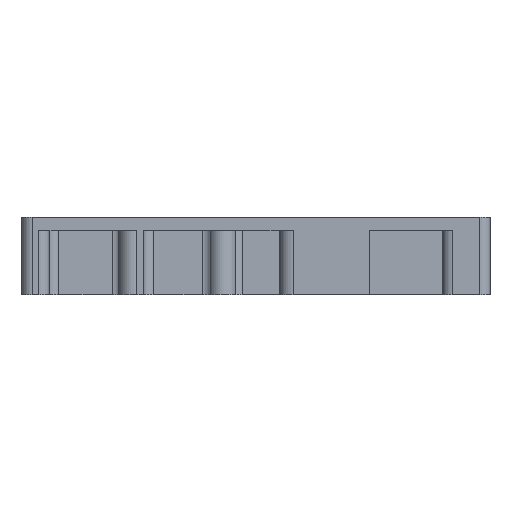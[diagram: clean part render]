
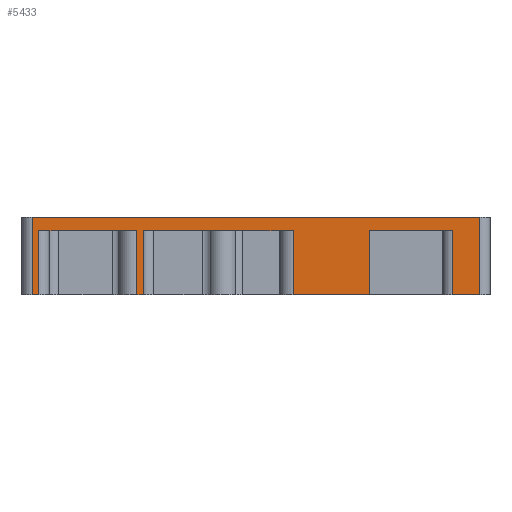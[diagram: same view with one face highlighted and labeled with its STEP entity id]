
A CAD part, left-side view. The second image highlights one B-rep face of the part: STEP entity #5433.
In plain terms, the highlighted planar face has unit normal (-1, 0, 0).
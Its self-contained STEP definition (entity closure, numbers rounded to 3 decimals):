
#2 = LINE ( 'NONE', #4366, #5545 ) ;
#14 = CARTESIAN_POINT ( 'NONE',  ( 0., 0., 11.5 ) ) ;
#33 = VERTEX_POINT ( 'NONE', #1792 ) ;
#65 = VERTEX_POINT ( 'NONE', #1246 ) ;
#147 = DIRECTION ( 'NONE',  ( 0., 0., -1. ) ) ;
#176 = CARTESIAN_POINT ( 'NONE',  ( 0., 67.506, 0. ) ) ;
#183 = DIRECTION ( 'NONE',  ( 0., 0., -1. ) ) ;
#222 = LINE ( 'NONE', #2056, #6081 ) ;
#356 = EDGE_CURVE ( 'NONE', #65, #5355, #1402, .T. ) ;
#396 = AXIS2_PLACEMENT_3D ( 'NONE', #14, #2290, #6275 ) ;
#483 = CARTESIAN_POINT ( 'NONE',  ( 0., 5.506, 11.5 ) ) ;
#718 = CARTESIAN_POINT ( 'NONE',  ( 0., 52.081, 11.5 ) ) ;
#914 = CARTESIAN_POINT ( 'NONE',  ( 0., 17.781, 0. ) ) ;
#1003 = EDGE_CURVE ( 'NONE', #1440, #4298, #4971, .T. ) ;
#1010 = VERTEX_POINT ( 'NONE', #176 ) ;
#1058 = EDGE_CURVE ( 'NONE', #4120, #2259, #6124, .T. ) ;
#1061 = VECTOR ( 'NONE', #183, 1000. ) ;
#1246 = CARTESIAN_POINT ( 'NONE',  ( 0., 1.506, 0. ) ) ;
#1255 = CARTESIAN_POINT ( 'NONE',  ( 0., 0., 0. ) ) ;
#1256 = DIRECTION ( 'NONE',  ( 0., 0., 1. ) ) ;
#1274 = VECTOR ( 'NONE', #4572, 1000. ) ;
#1294 = VECTOR ( 'NONE', #6995, 1000. ) ;
#1351 = EDGE_CURVE ( 'NONE', #6074, #1440, #4513, .T. ) ;
#1402 = LINE ( 'NONE', #4679, #4268 ) ;
#1440 = VERTEX_POINT ( 'NONE', #1581 ) ;
#1466 = ORIENTED_EDGE ( 'NONE', *, *, #6199, .F. ) ;
#1531 = ORIENTED_EDGE ( 'NONE', *, *, #4378, .T. ) ;
#1534 = CARTESIAN_POINT ( 'NONE',  ( 0., 5.506, 0. ) ) ;
#1581 = CARTESIAN_POINT ( 'NONE',  ( 0., 29.04, 9.5 ) ) ;
#1603 = ORIENTED_EDGE ( 'NONE', *, *, #2532, .F. ) ;
#1729 = CARTESIAN_POINT ( 'NONE',  ( 0., 51.081, 9.5 ) ) ;
#1792 = CARTESIAN_POINT ( 'NONE',  ( 0., 66.516, 9.5 ) ) ;
#1880 = ORIENTED_EDGE ( 'NONE', *, *, #1003, .T. ) ;
#1912 = EDGE_CURVE ( 'NONE', #4655, #6519, #7297, .T. ) ;
#1939 = VECTOR ( 'NONE', #147, 1000. ) ;
#1954 = EDGE_CURVE ( 'NONE', #6074, #6519, #2584, .T. ) ;
#2056 = CARTESIAN_POINT ( 'NONE',  ( 0., 17.781, 20.994 ) ) ;
#2140 = DIRECTION ( 'NONE',  ( 0., -1., 0. ) ) ;
#2156 = VERTEX_POINT ( 'NONE', #3778 ) ;
#2214 = LINE ( 'NONE', #5954, #5065 ) ;
#2259 = VERTEX_POINT ( 'NONE', #3268 ) ;
#2290 = DIRECTION ( 'NONE',  ( 1., 0., 0. ) ) ;
#2311 = ORIENTED_EDGE ( 'NONE', *, *, #4010, .F. ) ;
#2349 = CARTESIAN_POINT ( 'NONE',  ( 0., 29.04, 0. ) ) ;
#2406 = DIRECTION ( 'NONE',  ( 0., -1., 0. ) ) ;
#2432 = CARTESIAN_POINT ( 'NONE',  ( 0., 51.081, 11.5 ) ) ;
#2532 = EDGE_CURVE ( 'NONE', #65, #3141, #3360, .T. ) ;
#2536 = CARTESIAN_POINT ( 'NONE',  ( 0., 29.04, 20.994 ) ) ;
#2584 = LINE ( 'NONE', #2432, #1061 ) ;
#2757 = VECTOR ( 'NONE', #2406, 1000. ) ;
#2880 = CARTESIAN_POINT ( 'NONE',  ( 0., 0., 0. ) ) ;
#2965 = EDGE_CURVE ( 'NONE', #2259, #3141, #3979, .T. ) ;
#2978 = CARTESIAN_POINT ( 'NONE',  ( 0., 17.781, 0. ) ) ;
#3068 = ORIENTED_EDGE ( 'NONE', *, *, #5889, .F. ) ;
#3098 = VECTOR ( 'NONE', #3781, 1000. ) ;
#3113 = ORIENTED_EDGE ( 'NONE', *, *, #1351, .T. ) ;
#3122 = CARTESIAN_POINT ( 'NONE',  ( 0., 66.516, 0. ) ) ;
#3125 = EDGE_CURVE ( 'NONE', #33, #5906, #2, .T. ) ;
#3141 = VERTEX_POINT ( 'NONE', #1534 ) ;
#3194 = DIRECTION ( 'NONE',  ( 0., 0., 1. ) ) ;
#3200 = CARTESIAN_POINT ( 'NONE',  ( 0., 0., 9.5 ) ) ;
#3230 = CARTESIAN_POINT ( 'NONE',  ( 0., 52.081, 0. ) ) ;
#3268 = CARTESIAN_POINT ( 'NONE',  ( 0., 5.506, 9.5 ) ) ;
#3329 = CARTESIAN_POINT ( 'NONE',  ( 0., 0., 0. ) ) ;
#3333 = EDGE_CURVE ( 'NONE', #1010, #6378, #5812, .T. ) ;
#3360 = LINE ( 'NONE', #3329, #4710 ) ;
#3663 = VERTEX_POINT ( 'NONE', #914 ) ;
#3684 = CARTESIAN_POINT ( 'NONE',  ( 0., 51.081, 0. ) ) ;
#3754 = CARTESIAN_POINT ( 'NONE',  ( 0., 0., 9.5 ) ) ;
#3778 = CARTESIAN_POINT ( 'NONE',  ( 0., 67.506, 11.5 ) ) ;
#3781 = DIRECTION ( 'NONE',  ( 0., -1., 0. ) ) ;
#3857 = CARTESIAN_POINT ( 'NONE',  ( 0., 52.081, 9.5 ) ) ;
#3979 = LINE ( 'NONE', #483, #6664 ) ;
#3985 = PLANE ( 'NONE',  #396 ) ;
#4010 = EDGE_CURVE ( 'NONE', #4120, #3663, #222, .T. ) ;
#4112 = DIRECTION ( 'NONE',  ( 0., 0., -1. ) ) ;
#4120 = VERTEX_POINT ( 'NONE', #6715 ) ;
#4133 = ORIENTED_EDGE ( 'NONE', *, *, #1954, .F. ) ;
#4268 = VECTOR ( 'NONE', #1256, 1000. ) ;
#4298 = VERTEX_POINT ( 'NONE', #2349 ) ;
#4340 = LINE ( 'NONE', #2978, #1294 ) ;
#4366 = CARTESIAN_POINT ( 'NONE',  ( 0., 0., 9.5 ) ) ;
#4378 = EDGE_CURVE ( 'NONE', #5906, #4655, #6434, .T. ) ;
#4456 = DIRECTION ( 'NONE',  ( 0., 0., -1. ) ) ;
#4513 = LINE ( 'NONE', #3754, #5840 ) ;
#4572 = DIRECTION ( 'NONE',  ( 0., -1., 0. ) ) ;
#4616 = FACE_OUTER_BOUND ( 'NONE', #5480, .T. ) ;
#4655 = VERTEX_POINT ( 'NONE', #3230 ) ;
#4679 = CARTESIAN_POINT ( 'NONE',  ( 0., 1.506, 11.5 ) ) ;
#4710 = VECTOR ( 'NONE', #7320, 1000. ) ;
#4971 = LINE ( 'NONE', #2536, #1939 ) ;
#5034 = CARTESIAN_POINT ( 'NONE',  ( 0., 1.506, 11.5 ) ) ;
#5065 = VECTOR ( 'NONE', #6533, 1000. ) ;
#5090 = VECTOR ( 'NONE', #4112, 1000. ) ;
#5094 = ORIENTED_EDGE ( 'NONE', *, *, #5153, .T. ) ;
#5153 = EDGE_CURVE ( 'NONE', #2156, #1010, #2214, .T. ) ;
#5282 = ORIENTED_EDGE ( 'NONE', *, *, #3125, .T. ) ;
#5355 = VERTEX_POINT ( 'NONE', #5034 ) ;
#5389 = ORIENTED_EDGE ( 'NONE', *, *, #7163, .T. ) ;
#5433 = ADVANCED_FACE ( 'NONE', ( #4616 ), #3985, .F. ) ;
#5439 = ORIENTED_EDGE ( 'NONE', *, *, #1058, .T. ) ;
#5480 = EDGE_LOOP ( 'NONE', ( #7096, #4133, #3113, #1880, #1466, #2311, #5439, #6657, #1603, #5882, #3068, #5094, #6531, #5389, #5282, #1531 ) ) ;
#5488 = VECTOR ( 'NONE', #2140, 1000. ) ;
#5532 = CARTESIAN_POINT ( 'NONE',  ( 0., 0., 11.5 ) ) ;
#5545 = VECTOR ( 'NONE', #7219, 1000. ) ;
#5812 = LINE ( 'NONE', #2880, #1274 ) ;
#5840 = VECTOR ( 'NONE', #6626, 1000. ) ;
#5882 = ORIENTED_EDGE ( 'NONE', *, *, #356, .T. ) ;
#5889 = EDGE_CURVE ( 'NONE', #2156, #5355, #6482, .T. ) ;
#5906 = VERTEX_POINT ( 'NONE', #3857 ) ;
#5924 = LINE ( 'NONE', #6612, #7266 ) ;
#5954 = CARTESIAN_POINT ( 'NONE',  ( 0., 67.506, 0. ) ) ;
#6037 = DIRECTION ( 'NONE',  ( 0., 0., -1. ) ) ;
#6074 = VERTEX_POINT ( 'NONE', #1729 ) ;
#6081 = VECTOR ( 'NONE', #6037, 1000. ) ;
#6124 = LINE ( 'NONE', #3200, #3098 ) ;
#6199 = EDGE_CURVE ( 'NONE', #3663, #4298, #4340, .T. ) ;
#6275 = DIRECTION ( 'NONE',  ( 0., 1., 0. ) ) ;
#6378 = VERTEX_POINT ( 'NONE', #3122 ) ;
#6434 = LINE ( 'NONE', #718, #5090 ) ;
#6482 = LINE ( 'NONE', #5532, #5488 ) ;
#6519 = VERTEX_POINT ( 'NONE', #3684 ) ;
#6531 = ORIENTED_EDGE ( 'NONE', *, *, #3333, .T. ) ;
#6533 = DIRECTION ( 'NONE',  ( 0., 0., -1. ) ) ;
#6612 = CARTESIAN_POINT ( 'NONE',  ( 0., 66.516, 11.5 ) ) ;
#6626 = DIRECTION ( 'NONE',  ( 0., -1., 0. ) ) ;
#6657 = ORIENTED_EDGE ( 'NONE', *, *, #2965, .T. ) ;
#6664 = VECTOR ( 'NONE', #4456, 1000. ) ;
#6715 = CARTESIAN_POINT ( 'NONE',  ( 0., 17.781, 9.5 ) ) ;
#6995 = DIRECTION ( 'NONE',  ( 0., 1., 0. ) ) ;
#7096 = ORIENTED_EDGE ( 'NONE', *, *, #1912, .T. ) ;
#7163 = EDGE_CURVE ( 'NONE', #6378, #33, #5924, .T. ) ;
#7219 = DIRECTION ( 'NONE',  ( 0., -1., 0. ) ) ;
#7266 = VECTOR ( 'NONE', #3194, 1000. ) ;
#7297 = LINE ( 'NONE', #1255, #2757 ) ;
#7320 = DIRECTION ( 'NONE',  ( 0., 1., 0. ) ) ;
